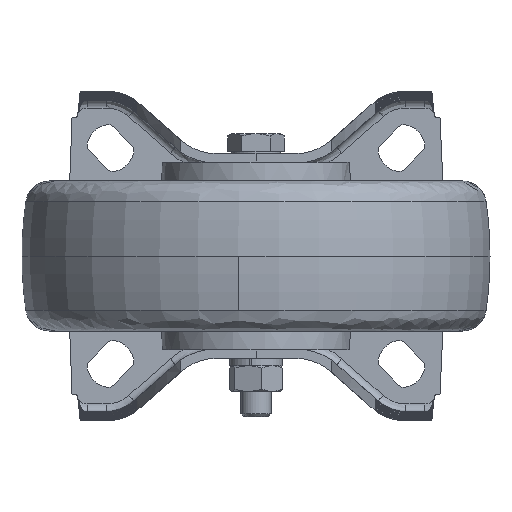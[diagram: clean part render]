
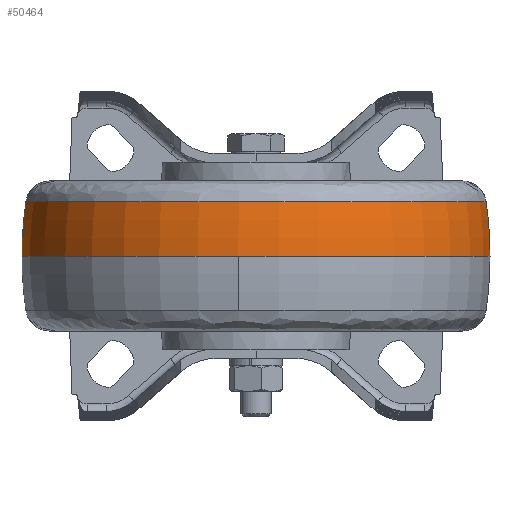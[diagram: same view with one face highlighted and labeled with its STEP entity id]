
A CAD part, front view. The second image highlights one B-rep face of the part: STEP entity #50464.
In plain terms, the highlighted toroidal (fillet/blend) face has major radius 32.499 mm and minor radius 95 mm.
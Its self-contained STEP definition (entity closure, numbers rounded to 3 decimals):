
#159 = CIRCLE ( 'NONE', #41817, 62.5 ) ;
#2626 = CARTESIAN_POINT ( 'NONE',  ( -62.324, -89.315, 0. ) ) ;
#2955 = DIRECTION ( 'NONE',  ( -0.997, 0.075, 0. ) ) ;
#3738 = ORIENTED_EDGE ( 'NONE', *, *, #18508, .T. ) ;
#4352 = VERTEX_POINT ( 'NONE', #9334 ) ;
#4420 = EDGE_CURVE ( 'NONE', #23772, #29930, #24526, .T. ) ;
#4681 = DIRECTION ( 'NONE',  ( 0., 0., 1. ) ) ;
#5634 = FACE_OUTER_BOUND ( 'NONE', #19067, .T. ) ;
#7297 = DIRECTION ( 'NONE',  ( 0., 0., -1. ) ) ;
#8428 = DIRECTION ( 'NONE',  ( 0.997, -0.075, 0. ) ) ;
#9334 = CARTESIAN_POINT ( 'NONE',  ( -61.286, -89.393, 14.459 ) ) ;
#9770 = CARTESIAN_POINT ( 'NONE',  ( 62.324, -98.685, 0. ) ) ;
#9932 = TOROIDAL_SURFACE ( 'NONE', #12304, -32.499, 95. ) ;
#12304 = AXIS2_PLACEMENT_3D ( 'NONE', #33921, #47087, #52290 ) ;
#12644 = CIRCLE ( 'NONE', #36257, 95. ) ;
#13327 = VERTEX_POINT ( 'NONE', #56023 ) ;
#14169 = EDGE_CURVE ( 'NONE', #13327, #4352, #47045, .T. ) ;
#14488 = CIRCLE ( 'NONE', #48361, 95. ) ;
#14674 = ORIENTED_EDGE ( 'NONE', *, *, #30456, .F. ) ;
#16255 = ORIENTED_EDGE ( 'NONE', *, *, #4420, .T. ) ;
#17056 = CARTESIAN_POINT ( 'NONE',  ( 0., -94., 0. ) ) ;
#18508 = EDGE_CURVE ( 'NONE', #4352, #55767, #12644, .T. ) ;
#19067 = EDGE_LOOP ( 'NONE', ( #47205, #3738, #24539, #16255, #14674 ) ) ;
#22494 = CARTESIAN_POINT ( 'NONE',  ( 32.408, -96.436, 0.425 ) ) ;
#22751 = DIRECTION ( 'NONE',  ( -0.997, 0.075, 0. ) ) ;
#22884 = AXIS2_PLACEMENT_3D ( 'NONE', #54534, #4681, #22751 ) ;
#23772 = VERTEX_POINT ( 'NONE', #46714 ) ;
#24526 = CIRCLE ( 'NONE', #22884, 62.5 ) ;
#24539 = ORIENTED_EDGE ( 'NONE', *, *, #25394, .T. ) ;
#25394 = EDGE_CURVE ( 'NONE', #55767, #23772, #159, .T. ) ;
#28229 = AXIS2_PLACEMENT_3D ( 'NONE', #48719, #7297, #39359 ) ;
#29930 = VERTEX_POINT ( 'NONE', #9770 ) ;
#30456 = EDGE_CURVE ( 'NONE', #13327, #29930, #14488, .T. ) ;
#33921 = CARTESIAN_POINT ( 'NONE',  ( 0., -94., 0.425 ) ) ;
#35696 = DIRECTION ( 'NONE',  ( -0.075, -0.997, 0. ) ) ;
#36257 = AXIS2_PLACEMENT_3D ( 'NONE', #22494, #35696, #8428 ) ;
#37597 = CARTESIAN_POINT ( 'NONE',  ( -32.408, -91.564, 0.425 ) ) ;
#37988 = DIRECTION ( 'NONE',  ( 0.075, 0.997, 0. ) ) ;
#39359 = DIRECTION ( 'NONE',  ( 0.997, -0.075, 0. ) ) ;
#41817 = AXIS2_PLACEMENT_3D ( 'NONE', #17056, #44556, #2955 ) ;
#44556 = DIRECTION ( 'NONE',  ( 0., 0., 1. ) ) ;
#46714 = CARTESIAN_POINT ( 'NONE',  ( -4.685, -156.324, 0. ) ) ;
#47045 = CIRCLE ( 'NONE', #28229, 61.459 ) ;
#47087 = DIRECTION ( 'NONE',  ( 0., 0., -1. ) ) ;
#47205 = ORIENTED_EDGE ( 'NONE', *, *, #14169, .T. ) ;
#48361 = AXIS2_PLACEMENT_3D ( 'NONE', #37597, #37988, #56402 ) ;
#48719 = CARTESIAN_POINT ( 'NONE',  ( 0., -94., 14.459 ) ) ;
#50464 = ADVANCED_FACE ( 'NONE', ( #5634 ), #9932, .T. ) ;
#52290 = DIRECTION ( 'NONE',  ( 0.997, -0.075, 0. ) ) ;
#54534 = CARTESIAN_POINT ( 'NONE',  ( 0., -94., 0. ) ) ;
#55767 = VERTEX_POINT ( 'NONE', #2626 ) ;
#56023 = CARTESIAN_POINT ( 'NONE',  ( 61.286, -98.607, 14.459 ) ) ;
#56402 = DIRECTION ( 'NONE',  ( -0.997, 0.075, 0. ) ) ;
